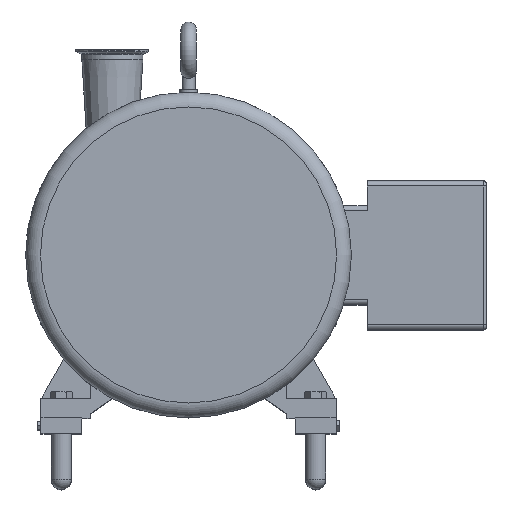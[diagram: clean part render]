
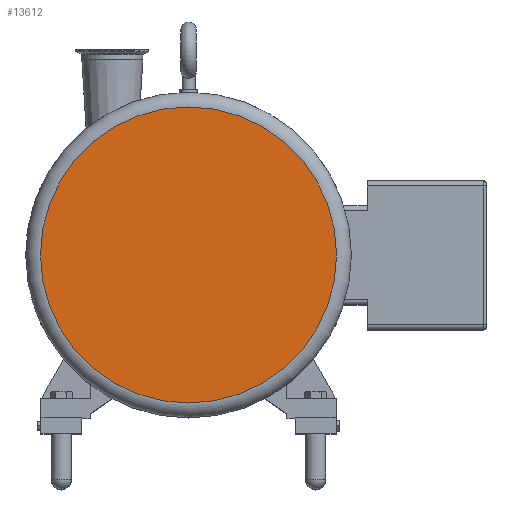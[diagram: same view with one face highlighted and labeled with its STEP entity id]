
A CAD part, top view. The second image highlights one B-rep face of the part: STEP entity #13612.
In plain terms, the highlighted planar face has unit normal (0, 0, 1).
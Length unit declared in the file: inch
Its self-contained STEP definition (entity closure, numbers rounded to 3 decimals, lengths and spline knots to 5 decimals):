
#3516=PLANE('',#14775);
#4174=FACE_OUTER_BOUND('',#4968,.T.);
#4968=EDGE_LOOP('',(#11771,#11772));
#5628=CIRCLE('',#14772,7.274);
#5629=CIRCLE('',#14773,7.274);
#6826=VERTEX_POINT('',#24720);
#6827=VERTEX_POINT('',#24722);
#8617=EDGE_CURVE('',#6826,#6827,#5628,.T.);
#8618=EDGE_CURVE('',#6827,#6826,#5629,.T.);
#11771=ORIENTED_EDGE('',*,*,#8618,.F.);
#11772=ORIENTED_EDGE('',*,*,#8617,.F.);
#13612=ADVANCED_FACE('',(#4174),#3516,.T.);
#14772=AXIS2_PLACEMENT_3D('',#24723,#17652,#17653);
#14773=AXIS2_PLACEMENT_3D('',#24724,#17654,#17655);
#14775=AXIS2_PLACEMENT_3D('',#24726,#17658,#17659);
#17652=DIRECTION('center_axis',(0.,0.,
-1.));
#17653=DIRECTION('ref_axis',(1.,0.,0.));
#17654=DIRECTION('center_axis',(0.,0.,
-1.));
#17655=DIRECTION('ref_axis',(1.,0.,0.));
#17658=DIRECTION('center_axis',(0.,0.,
1.));
#17659=DIRECTION('ref_axis',(0.,1.,0.));
#24720=CARTESIAN_POINT('',(0.,7.274,30.94929));
#24722=CARTESIAN_POINT('',(-7.274,0.,30.94929));
#24723=CARTESIAN_POINT('Origin',(0.,0.,
30.94929));
#24724=CARTESIAN_POINT('Origin',(0.,0.,
30.94929));
#24726=CARTESIAN_POINT('Origin',(-8.,0.,30.94929));
